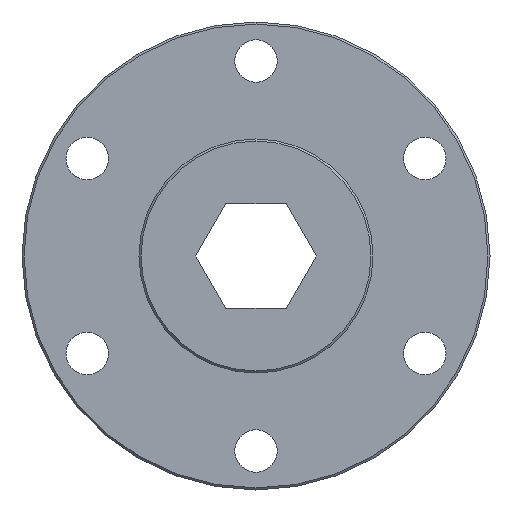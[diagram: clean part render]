
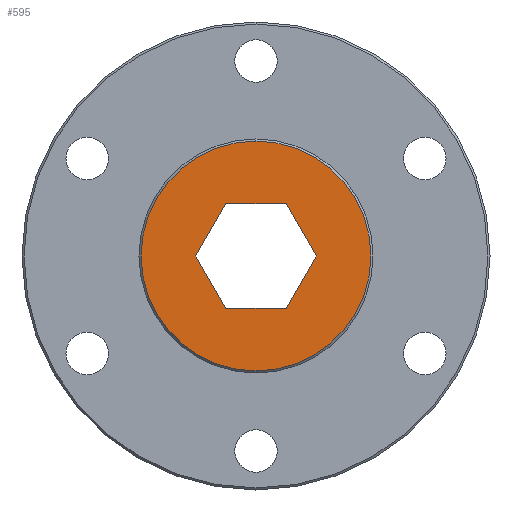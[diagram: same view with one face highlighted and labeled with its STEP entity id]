
A CAD part, left-side view. The second image highlights one B-rep face of the part: STEP entity #595.
In plain terms, the highlighted planar face has unit normal (-1, 0, 0).
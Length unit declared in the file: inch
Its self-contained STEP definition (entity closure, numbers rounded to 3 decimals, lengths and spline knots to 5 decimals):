
#38 = LINE ( 'NONE', #852, #55 ) ;
#41 = LINE ( 'NONE', #842, #42 ) ;
#42 = VECTOR ( 'NONE', #843, 39.37008 ) ;
#43 = LINE ( 'NONE', #850, #49 ) ;
#49 = VECTOR ( 'NONE', #853, 39.37008 ) ;
#50 = LINE ( 'NONE', #862, #61 ) ;
#51 = LINE ( 'NONE', #854, #52 ) ;
#52 = VECTOR ( 'NONE', #855, 39.37008 ) ;
#55 = VECTOR ( 'NONE', #859, 39.37008 ) ;
#61 = VECTOR ( 'NONE', #865, 39.37008 ) ;
#64 = CIRCLE ( 'NONE', #697, 0.5525 ) ;
#65 = LINE ( 'NONE', #870, #66 ) ;
#66 = VECTOR ( 'NONE', #871, 39.37008 ) ;
#153 = EDGE_CURVE ( 'NONE', #290, #280, #163, .T. ) ;
#163 = CIRCLE ( 'NONE', #214, 0.5525 ) ;
#214 = AXIS2_PLACEMENT_3D ( 'NONE', #333, #335, #336 ) ;
#266 = VERTEX_POINT ( 'NONE', #468 ) ;
#280 = VERTEX_POINT ( 'NONE', #480 ) ;
#290 = VERTEX_POINT ( 'NONE', #490 ) ;
#317 = VERTEX_POINT ( 'NONE', #517 ) ;
#318 = VERTEX_POINT ( 'NONE', #518 ) ;
#324 = VERTEX_POINT ( 'NONE', #524 ) ;
#329 = VERTEX_POINT ( 'NONE', #529 ) ;
#330 = VERTEX_POINT ( 'NONE', #530 ) ;
#333 = CARTESIAN_POINT ( 'NONE',  ( -0.76319, 0., 0. ) ) ;
#335 = DIRECTION ( 'NONE',  ( -1., 0., 0. ) ) ;
#336 = DIRECTION ( 'NONE',  ( 0., 0., 1. ) ) ;
#468 = CARTESIAN_POINT ( 'NONE',  ( -0.76319, 0.14491, -0.251 ) ) ;
#480 = CARTESIAN_POINT ( 'NONE',  ( -0.76319, 0., -0.5525 ) ) ;
#490 = CARTESIAN_POINT ( 'NONE',  ( -0.76319, 0., 0.5525 ) ) ;
#517 = CARTESIAN_POINT ( 'NONE',  ( -0.76319, -0.28983, 0. ) ) ;
#518 = CARTESIAN_POINT ( 'NONE',  ( -0.76319, -0.14492, 0.251 ) ) ;
#524 = CARTESIAN_POINT ( 'NONE',  ( -0.76319, 0.28983, 0. ) ) ;
#529 = CARTESIAN_POINT ( 'NONE',  ( -0.76319, -0.14492, -0.251 ) ) ;
#530 = CARTESIAN_POINT ( 'NONE',  ( -0.76319, 0.14491, 0.251 ) ) ;
#571 = CARTESIAN_POINT ( 'NONE',  ( -0.76319, 0., 0. ) ) ;
#572 = PLANE ( 'NONE',  #710 ) ;
#573 = DIRECTION ( 'NONE',  ( -1., 0., 0. ) ) ;
#574 = DIRECTION ( 'NONE',  ( 0., 0., 1. ) ) ;
#595 = ADVANCED_FACE ( 'NONE', ( #1058, #1027 ), #572, .T. ) ;
#620 = EDGE_CURVE ( 'NONE', #266, #324, #41, .T. ) ;
#624 = EDGE_CURVE ( 'NONE', #317, #329, #43, .T. ) ;
#625 = EDGE_CURVE ( 'NONE', #318, #317, #51, .T. ) ;
#627 = EDGE_CURVE ( 'NONE', #324, #330, #38, .T. ) ;
#630 = EDGE_CURVE ( 'NONE', #329, #266, #50, .T. ) ;
#631 = EDGE_CURVE ( 'NONE', #280, #290, #64, .T. ) ;
#633 = EDGE_CURVE ( 'NONE', #330, #318, #65, .T. ) ;
#697 = AXIS2_PLACEMENT_3D ( 'NONE', #864, #866, #867 ) ;
#710 = AXIS2_PLACEMENT_3D ( 'NONE', #571, #573, #574 ) ;
#842 = CARTESIAN_POINT ( 'NONE',  ( -0.76319, 0.14491, -0.251 ) ) ;
#843 = DIRECTION ( 'NONE',  ( 0., 0.5, 0.866 ) ) ;
#850 = CARTESIAN_POINT ( 'NONE',  ( -0.76319, -0.28983, 0. ) ) ;
#852 = CARTESIAN_POINT ( 'NONE',  ( -0.76319, 0.28983, 0. ) ) ;
#853 = DIRECTION ( 'NONE',  ( 0., 0.5, -0.866 ) ) ;
#854 = CARTESIAN_POINT ( 'NONE',  ( -0.76319, -0.14492, 0.251 ) ) ;
#855 = DIRECTION ( 'NONE',  ( 0., -0.5, -0.866 ) ) ;
#859 = DIRECTION ( 'NONE',  ( 0., -0.5, 0.866 ) ) ;
#862 = CARTESIAN_POINT ( 'NONE',  ( -0.76319, -0.14492, -0.251 ) ) ;
#864 = CARTESIAN_POINT ( 'NONE',  ( -0.76319, 0., 0. ) ) ;
#865 = DIRECTION ( 'NONE',  ( 0., 1., 0. ) ) ;
#866 = DIRECTION ( 'NONE',  ( -1., 0., 0. ) ) ;
#867 = DIRECTION ( 'NONE',  ( 0., 0., 1. ) ) ;
#870 = CARTESIAN_POINT ( 'NONE',  ( -0.76319, 0.14491, 0.251 ) ) ;
#871 = DIRECTION ( 'NONE',  ( 0., -1., 0. ) ) ;
#1027 = FACE_BOUND ( 'NONE', #1322, .T. ) ;
#1058 = FACE_OUTER_BOUND ( 'NONE', #1318, .T. ) ;
#1133 = ORIENTED_EDGE ( 'NONE', *, *, #631, .T. ) ;
#1134 = ORIENTED_EDGE ( 'NONE', *, *, #153, .T. ) ;
#1135 = ORIENTED_EDGE ( 'NONE', *, *, #625, .T. ) ;
#1136 = ORIENTED_EDGE ( 'NONE', *, *, #624, .T. ) ;
#1137 = ORIENTED_EDGE ( 'NONE', *, *, #630, .T. ) ;
#1138 = ORIENTED_EDGE ( 'NONE', *, *, #620, .T. ) ;
#1139 = ORIENTED_EDGE ( 'NONE', *, *, #627, .T. ) ;
#1140 = ORIENTED_EDGE ( 'NONE', *, *, #633, .T. ) ;
#1318 = EDGE_LOOP ( 'NONE', ( #1133, #1134 ) ) ;
#1322 = EDGE_LOOP ( 'NONE', ( #1135, #1136, #1137, #1138, #1139, #1140 ) ) ;
